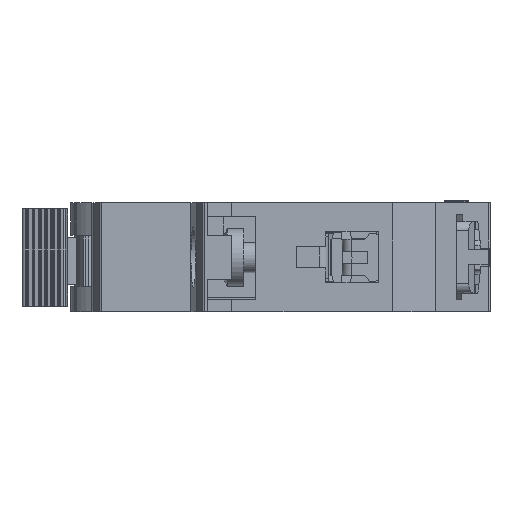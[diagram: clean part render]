
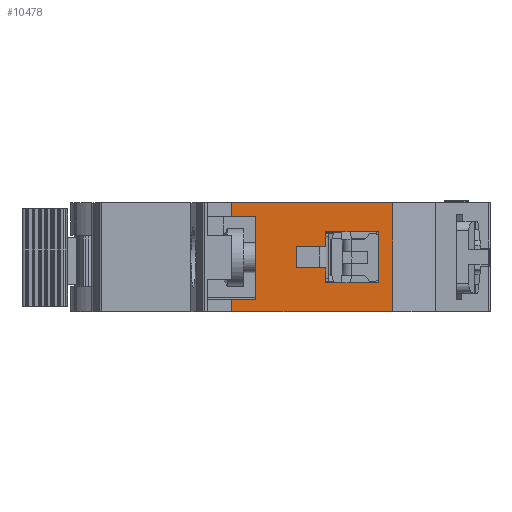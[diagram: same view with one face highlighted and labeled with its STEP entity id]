
A CAD part, front view. The second image highlights one B-rep face of the part: STEP entity #10478.
In plain terms, the highlighted planar face has unit normal (0, -1, 0).
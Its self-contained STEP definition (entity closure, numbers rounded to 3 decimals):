
#112 = VECTOR ( 'NONE', #40561, 1000. ) ;
#155 = CARTESIAN_POINT ( 'NONE',  ( 7., -40.5, 1.85 ) ) ;
#390 = DIRECTION ( 'NONE',  ( 0., 0., -1. ) ) ;
#1064 = CARTESIAN_POINT ( 'NONE',  ( 33.486, -40.5, 8.75 ) ) ;
#1248 = ORIENTED_EDGE ( 'NONE', *, *, #11691, .T. ) ;
#1364 = CARTESIAN_POINT ( 'NONE',  ( 22.5, -40.5, 4.55 ) ) ;
#1427 = ORIENTED_EDGE ( 'NONE', *, *, #23202, .T. ) ;
#1542 = EDGE_CURVE ( 'NONE', #1919, #7013, #28918, .T. ) ;
#1919 = VERTEX_POINT ( 'NONE', #16202 ) ;
#2302 = CARTESIAN_POINT ( 'NONE',  ( 7., -40.5, 17.75 ) ) ;
#2795 = CARTESIAN_POINT ( 'NONE',  ( 7., -40.5, -106.655 ) ) ;
#3070 = CARTESIAN_POINT ( 'NONE',  ( 33.486, -40.5, 17.75 ) ) ;
#4239 = EDGE_CURVE ( 'NONE', #9320, #32923, #36914, .T. ) ;
#4324 = VERTEX_POINT ( 'NONE', #11768 ) ;
#5179 = VERTEX_POINT ( 'NONE', #39984 ) ;
#5361 = CARTESIAN_POINT ( 'NONE',  ( 33.5, -40.5, 8.75 ) ) ;
#5830 = VERTEX_POINT ( 'NONE', #23483 ) ;
#5910 = VECTOR ( 'NONE', #14368, 1000. ) ;
#6209 = DIRECTION ( 'NONE',  ( 0., 0., -1. ) ) ;
#6310 = DIRECTION ( 'NONE',  ( 1., 0., 0. ) ) ;
#6651 = DIRECTION ( 'NONE',  ( -1., 0., 0. ) ) ;
#6910 = ORIENTED_EDGE ( 'NONE', *, *, #34190, .F. ) ;
#7013 = VERTEX_POINT ( 'NONE', #26117 ) ;
#7222 = ORIENTED_EDGE ( 'NONE', *, *, #22946, .F. ) ;
#7297 = VERTEX_POINT ( 'NONE', #35691 ) ;
#7611 = CARTESIAN_POINT ( 'NONE',  ( 22.5, -40.5, 12.95 ) ) ;
#7686 = ORIENTED_EDGE ( 'NONE', *, *, #20104, .T. ) ;
#7774 = LINE ( 'NONE', #21106, #112 ) ;
#7833 = DIRECTION ( 'NONE',  ( 0., 0., 1. ) ) ;
#7867 = VERTEX_POINT ( 'NONE', #3070 ) ;
#8204 = EDGE_CURVE ( 'NONE', #7297, #31351, #25961, .T. ) ;
#8548 = CARTESIAN_POINT ( 'NONE',  ( 17.6, -40.5, 10.5 ) ) ;
#8595 = EDGE_CURVE ( 'NONE', #36084, #40656, #19798, .T. ) ;
#8716 = VERTEX_POINT ( 'NONE', #29633 ) ;
#8972 = DIRECTION ( 'NONE',  ( 1., 0., 0. ) ) ;
#9300 = FACE_BOUND ( 'NONE', #13900, .T. ) ;
#9320 = VERTEX_POINT ( 'NONE', #15503 ) ;
#9511 = FACE_OUTER_BOUND ( 'NONE', #36388, .T. ) ;
#9908 = VECTOR ( 'NONE', #7833, 1000. ) ;
#10478 = ADVANCED_FACE ( 'NONE', ( #9511, #9300 ), #38803, .T. ) ;
#10547 = ORIENTED_EDGE ( 'NONE', *, *, #23810, .F. ) ;
#11449 = ORIENTED_EDGE ( 'NONE', *, *, #26010, .F. ) ;
#11691 = EDGE_CURVE ( 'NONE', #40437, #31351, #14571, .T. ) ;
#11768 = CARTESIAN_POINT ( 'NONE',  ( 22.5, -40.5, 10.5 ) ) ;
#11863 = CARTESIAN_POINT ( 'NONE',  ( 11., -40.5, 0. ) ) ;
#13215 = VECTOR ( 'NONE', #8972, 1000. ) ;
#13764 = LINE ( 'NONE', #23796, #15544 ) ;
#13900 = EDGE_LOOP ( 'NONE', ( #36640, #33255, #6910, #10547, #27946, #11449, #33487, #40430 ) ) ;
#14236 = ORIENTED_EDGE ( 'NONE', *, *, #4239, .T. ) ;
#14368 = DIRECTION ( 'NONE',  ( -1., 0., 0. ) ) ;
#14489 = VERTEX_POINT ( 'NONE', #27475 ) ;
#14571 = LINE ( 'NONE', #41221, #5910 ) ;
#15503 = CARTESIAN_POINT ( 'NONE',  ( 33.486, -40.5, -0.25 ) ) ;
#15544 = VECTOR ( 'NONE', #20515, 1000. ) ;
#16202 = CARTESIAN_POINT ( 'NONE',  ( 17.6, -40.5, 7. ) ) ;
#16710 = VECTOR ( 'NONE', #34771, 1000. ) ;
#18794 = EDGE_CURVE ( 'NONE', #4324, #30599, #24931, .T. ) ;
#19167 = ORIENTED_EDGE ( 'NONE', *, *, #8204, .F. ) ;
#19576 = CARTESIAN_POINT ( 'NONE',  ( 7., -40.5, 8.75 ) ) ;
#19698 = ORIENTED_EDGE ( 'NONE', *, *, #41954, .F. ) ;
#19721 = AXIS2_PLACEMENT_3D ( 'NONE', #5361, #35945, #32231 ) ;
#19798 = LINE ( 'NONE', #19576, #41572 ) ;
#20086 = LINE ( 'NONE', #29707, #21066 ) ;
#20104 = EDGE_CURVE ( 'NONE', #7297, #9320, #25582, .T. ) ;
#20178 = CARTESIAN_POINT ( 'NONE',  ( 7., -40.5, 15.4 ) ) ;
#20349 = CARTESIAN_POINT ( 'NONE',  ( 17.6, -40.5, 10.5 ) ) ;
#20515 = DIRECTION ( 'NONE',  ( 1., 0., 0. ) ) ;
#21066 = VECTOR ( 'NONE', #6310, 1000. ) ;
#21106 = CARTESIAN_POINT ( 'NONE',  ( 31.1, -40.5, 12.95 ) ) ;
#22133 = LINE ( 'NONE', #11863, #22624 ) ;
#22187 = LINE ( 'NONE', #35507, #33013 ) ;
#22334 = VECTOR ( 'NONE', #6651, 1000. ) ;
#22624 = VECTOR ( 'NONE', #39166, 1000. ) ;
#22691 = DIRECTION ( 'NONE',  ( 0., 0., 1. ) ) ;
#22946 = EDGE_CURVE ( 'NONE', #36084, #7867, #20086, .T. ) ;
#23109 = LINE ( 'NONE', #33604, #34013 ) ;
#23202 = EDGE_CURVE ( 'NONE', #32923, #7867, #34064, .T. ) ;
#23255 = CARTESIAN_POINT ( 'NONE',  ( 22.5, -40.5, 12.95 ) ) ;
#23483 = CARTESIAN_POINT ( 'NONE',  ( 31.1, -40.5, 4.55 ) ) ;
#23796 = CARTESIAN_POINT ( 'NONE',  ( 31.1, -40.5, 4.55 ) ) ;
#23810 = EDGE_CURVE ( 'NONE', #14489, #31075, #39218, .T. ) ;
#24931 = LINE ( 'NONE', #8548, #16710 ) ;
#25156 = VECTOR ( 'NONE', #35912, 1000. ) ;
#25157 = EDGE_CURVE ( 'NONE', #5830, #14489, #7774, .T. ) ;
#25222 = ORIENTED_EDGE ( 'NONE', *, *, #8595, .T. ) ;
#25421 = VECTOR ( 'NONE', #34152, 1000. ) ;
#25582 = LINE ( 'NONE', #38921, #13215 ) ;
#25691 = DIRECTION ( 'NONE',  ( 0., 0., -1. ) ) ;
#25852 = CARTESIAN_POINT ( 'NONE',  ( 22.5, -40.5, 7. ) ) ;
#25961 = LINE ( 'NONE', #2795, #40148 ) ;
#26010 = EDGE_CURVE ( 'NONE', #5179, #5830, #13764, .T. ) ;
#26117 = CARTESIAN_POINT ( 'NONE',  ( 22.5, -40.5, 7. ) ) ;
#27475 = CARTESIAN_POINT ( 'NONE',  ( 31.1, -40.5, 12.95 ) ) ;
#27631 = CARTESIAN_POINT ( 'NONE',  ( 33.5, -40.5, 15.4 ) ) ;
#27826 = EDGE_CURVE ( 'NONE', #30599, #1919, #22187, .T. ) ;
#27946 = ORIENTED_EDGE ( 'NONE', *, *, #25157, .F. ) ;
#28304 = CARTESIAN_POINT ( 'NONE',  ( 11., -40.5, 1.85 ) ) ;
#28709 = VECTOR ( 'NONE', #30568, 1000. ) ;
#28918 = LINE ( 'NONE', #25852, #25156 ) ;
#29126 = EDGE_CURVE ( 'NONE', #7013, #5179, #30870, .T. ) ;
#29611 = CARTESIAN_POINT ( 'NONE',  ( 33.486, -40.5, 8.75 ) ) ;
#29633 = CARTESIAN_POINT ( 'NONE',  ( 11., -40.5, 15.4 ) ) ;
#29707 = CARTESIAN_POINT ( 'NONE',  ( 0., -40.5, 17.75 ) ) ;
#29709 = CARTESIAN_POINT ( 'NONE',  ( 33.486, -40.5, -106.655 ) ) ;
#30568 = DIRECTION ( 'NONE',  ( 0., 0., 1. ) ) ;
#30599 = VERTEX_POINT ( 'NONE', #20349 ) ;
#30870 = LINE ( 'NONE', #1364, #25421 ) ;
#31075 = VERTEX_POINT ( 'NONE', #7611 ) ;
#31332 = DIRECTION ( 'NONE',  ( 1., 0., 0. ) ) ;
#31351 = VERTEX_POINT ( 'NONE', #155 ) ;
#31555 = LINE ( 'NONE', #27631, #42886 ) ;
#32231 = DIRECTION ( 'NONE',  ( 0., 0., -1. ) ) ;
#32923 = VERTEX_POINT ( 'NONE', #29611 ) ;
#33013 = VECTOR ( 'NONE', #6209, 1000. ) ;
#33255 = ORIENTED_EDGE ( 'NONE', *, *, #18794, .F. ) ;
#33487 = ORIENTED_EDGE ( 'NONE', *, *, #29126, .F. ) ;
#33604 = CARTESIAN_POINT ( 'NONE',  ( 22.5, -40.5, 10.5 ) ) ;
#34013 = VECTOR ( 'NONE', #390, 1000. ) ;
#34064 = LINE ( 'NONE', #1064, #9908 ) ;
#34152 = DIRECTION ( 'NONE',  ( 0., 0., -1. ) ) ;
#34190 = EDGE_CURVE ( 'NONE', #31075, #4324, #23109, .T. ) ;
#34771 = DIRECTION ( 'NONE',  ( -1., 0., 0. ) ) ;
#35507 = CARTESIAN_POINT ( 'NONE',  ( 17.6, -40.5, 10.5 ) ) ;
#35691 = CARTESIAN_POINT ( 'NONE',  ( 7., -40.5, -0.25 ) ) ;
#35912 = DIRECTION ( 'NONE',  ( 1., 0., 0. ) ) ;
#35945 = DIRECTION ( 'NONE',  ( 0., -1., 0. ) ) ;
#36084 = VERTEX_POINT ( 'NONE', #2302 ) ;
#36388 = EDGE_LOOP ( 'NONE', ( #38151, #19698, #1248, #19167, #7686, #14236, #1427, #7222, #25222 ) ) ;
#36640 = ORIENTED_EDGE ( 'NONE', *, *, #27826, .F. ) ;
#36914 = LINE ( 'NONE', #29709, #28709 ) ;
#37416 = EDGE_CURVE ( 'NONE', #40656, #8716, #31555, .T. ) ;
#38151 = ORIENTED_EDGE ( 'NONE', *, *, #37416, .T. ) ;
#38803 = PLANE ( 'NONE',  #19721 ) ;
#38921 = CARTESIAN_POINT ( 'NONE',  ( 7., -40.5, -0.25 ) ) ;
#39166 = DIRECTION ( 'NONE',  ( 0., 0., 1. ) ) ;
#39218 = LINE ( 'NONE', #23255, #22334 ) ;
#39984 = CARTESIAN_POINT ( 'NONE',  ( 22.5, -40.5, 4.55 ) ) ;
#40148 = VECTOR ( 'NONE', #22691, 1000. ) ;
#40430 = ORIENTED_EDGE ( 'NONE', *, *, #1542, .F. ) ;
#40437 = VERTEX_POINT ( 'NONE', #28304 ) ;
#40561 = DIRECTION ( 'NONE',  ( 0., 0., 1. ) ) ;
#40656 = VERTEX_POINT ( 'NONE', #20178 ) ;
#41221 = CARTESIAN_POINT ( 'NONE',  ( 0., -40.5, 1.85 ) ) ;
#41572 = VECTOR ( 'NONE', #25691, 1000. ) ;
#41954 = EDGE_CURVE ( 'NONE', #40437, #8716, #22133, .T. ) ;
#42886 = VECTOR ( 'NONE', #31332, 1000. ) ;
